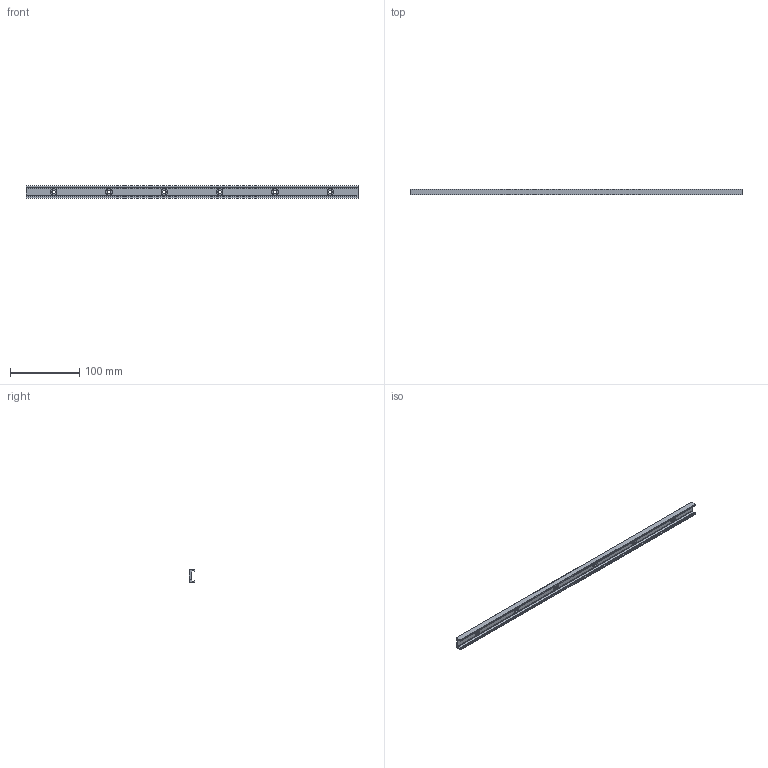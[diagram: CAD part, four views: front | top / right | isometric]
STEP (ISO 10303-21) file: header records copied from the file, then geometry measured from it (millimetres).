
FILE_DESCRIPTION((''),'2;1');
FILE_NAME('LCX 18-0480.C.stp','2016-04-28T07:36:56',('MRathmann'),(''),'Autodesk Inventor 2012','Autodesk Inventor 2012','');
FILE_SCHEMA(('CONFIG_CONTROL_DESIGN'));
Length unit declared in the file: millimetre
Products named in the file (1): LCX 18-0480.C
Bounding box: 480 x 8.25 x 18 mm (x, y, z)
Volume: 34891.8 mm3; surface area: 30451.7 mm2
Topology: 1 solids, 1 shells, 42 faces, 120 edges, 80 vertices
Faces by surface type: cylinder 23, plane 19
Full cylindrical faces by diameter (mm): 5 x6, 9.5 x6
Entity records: 1272 total; most frequent: DIRECTION 228, CARTESIAN_POINT 207, ORIENTED_EDGE 192, EDGE_CURVE 96, AXIS2_PLACEMENT_3D 89, VERTEX_POINT 68, EDGE_LOOP 66, VECTOR 50
